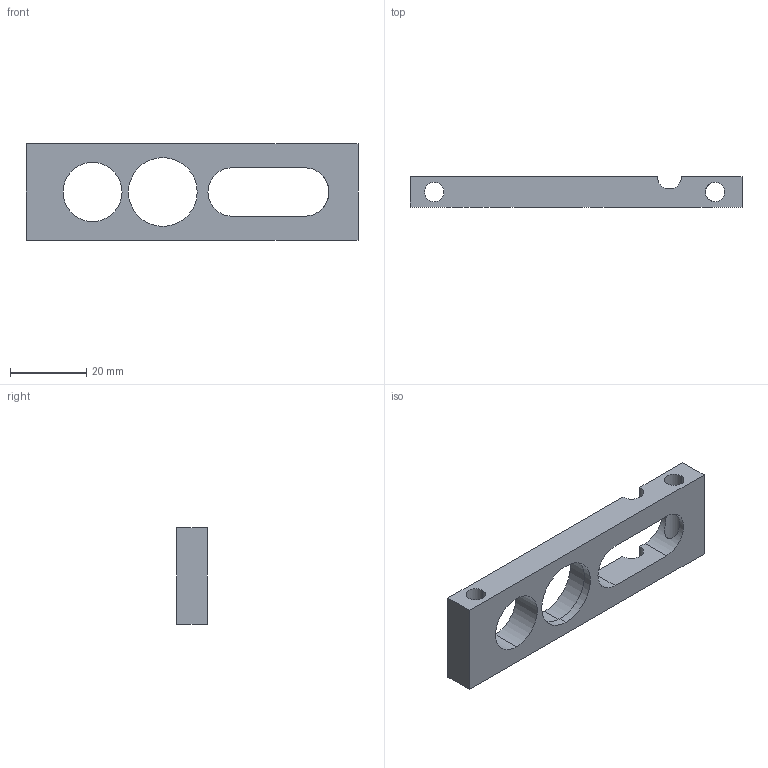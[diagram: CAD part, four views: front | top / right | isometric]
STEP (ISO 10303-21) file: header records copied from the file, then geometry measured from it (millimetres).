
FILE_DESCRIPTION (( 'STEP AP214' ), '1' );
FILE_NAME ('am-2359a RAW Box Spacer Plate.STEP', '2022-02-14T20:54:41', ( '' ), ( '' ), 'SwSTEP 2.0', 'SolidWorks 2021', '' );
FILE_SCHEMA (( 'AUTOMOTIVE_DESIGN' ));
Length unit declared in the file: inch
Products named in the file (1): am-2359a RAW Box Spacer Plate
Bounding box: 87.12 x 7.94 x 25.4 mm (x, y, z)
Volume: 9760.8 mm3; surface area: 6679.2 mm2
Topology: 1 solids, 1 shells, 24 faces, 69 edges, 46 vertices
Faces by surface type: cylinder 14, plane 10
Entity records: 939 total; most frequent: CARTESIAN_POINT 218, DIRECTION 145, ORIENTED_EDGE 138, EDGE_CURVE 69, AXIS2_PLACEMENT_3D 53, VERTEX_POINT 46, VECTOR 39, LINE 39
